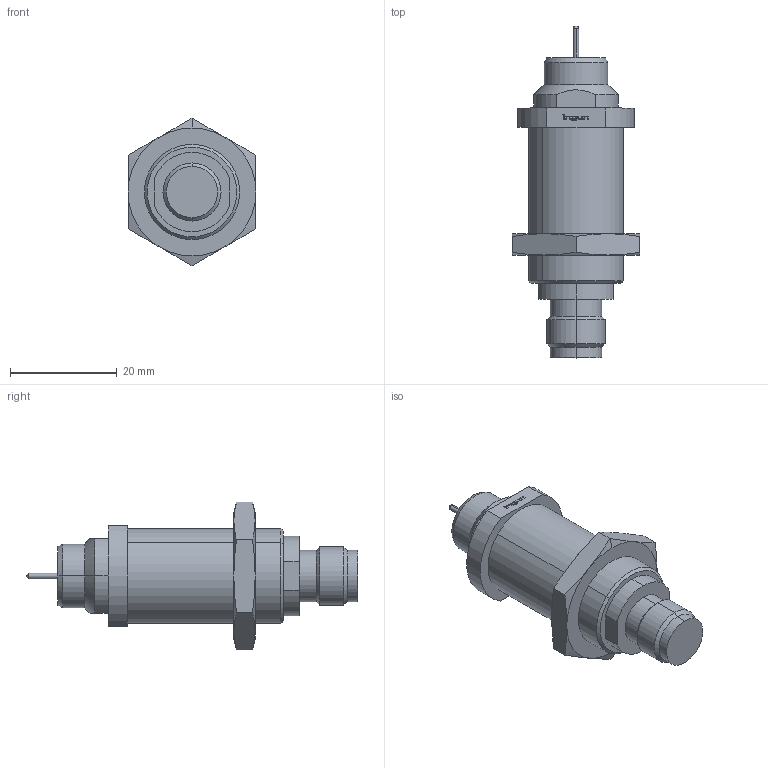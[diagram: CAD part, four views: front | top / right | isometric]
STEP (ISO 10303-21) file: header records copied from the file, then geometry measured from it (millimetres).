
FILE_DESCRIPTION (( 'STEP AP203' ), '1' );
FILE_NAME ('INGUN_HFS-409_305_100_A_xx43_MF.STEP', '2022-04-28T05:37:17', ( 'ochi' ), ( '' ), 'SwSTEP 2.0', 'SolidWorks 2018', '' );
FILE_SCHEMA (( 'CONFIG_CONTROL_DESIGN' ));
Length unit declared in the file: millimetre
Products named in the file (1): INGUN_HFS-409_305_100_A_xx43_MF
Bounding box: 24 x 62.3 x 27.71 mm (x, y, z)
Volume: 11949.9 mm3; surface area: 4254 mm2
Topology: 1 solids, 1 shells, 170 faces, 414 edges, 262 vertices
Faces by surface type: plane 83, cylinder 33, cone 30, bspline 22, sphere 2
Entity records: 5392 total; most frequent: CARTESIAN_POINT 1527, ORIENTED_EDGE 824, DIRECTION 707, EDGE_CURVE 412, VERTEX_POINT 262, AXIS2_PLACEMENT_3D 256, VECTOR 195, LINE 195
